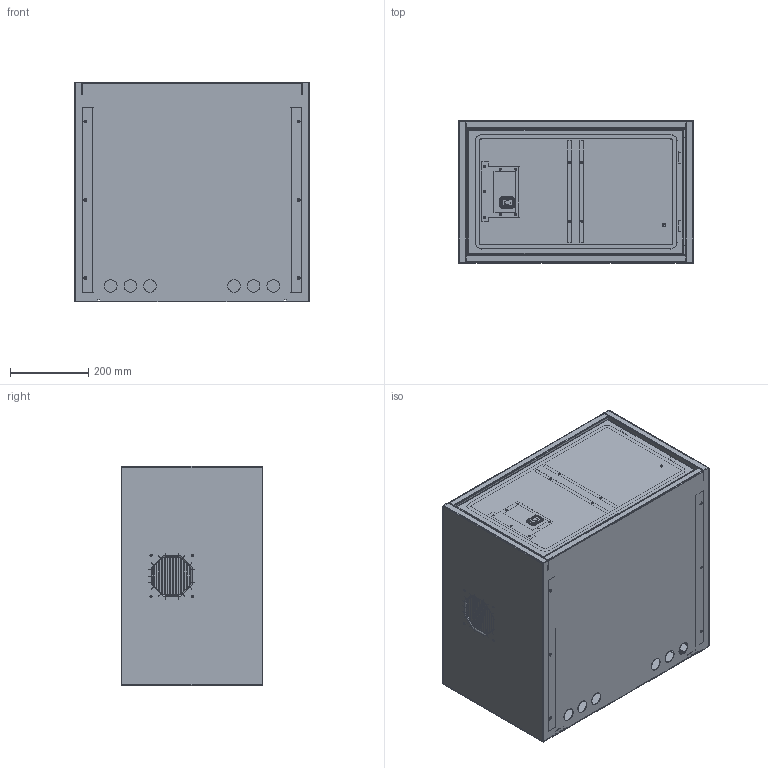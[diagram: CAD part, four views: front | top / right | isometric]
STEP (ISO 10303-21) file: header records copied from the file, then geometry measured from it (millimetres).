
FILE_DESCRIPTION (( 'STEP AP203' ), '1' );
FILE_NAME ('LV3-06U65-MF.STEP', '2023-11-30T07:58:53', ( '' ), ( '' ), 'SwSTEP 2.0', 'SolidWorks 2022', '' );
FILE_SCHEMA (( 'CONFIG_CONTROL_DESIGN' ));
Products named in the file (1): LV3-06U65-MF
Bounding box: 600 x 362 x 560.13 mm (x, y, z)
Volume: 3254718.3 mm3; surface area: 4094420.2 mm2
Topology: 90 solids, 90 shells, 4118 faces, 10241 edges, 6357 vertices
Faces by surface type: plane 2342, cylinder 1068, cone 318, bspline 256, torus 118, sphere 16
Entity records: 138412 total; most frequent: CARTESIAN_POINT 40361, ORIENTED_EDGE 20310, DIRECTION 19623, EDGE_CURVE 10155, LINE 6585, VECTOR 6585, AXIS2_PLACEMENT_3D 6519, VERTEX_POINT 6357
